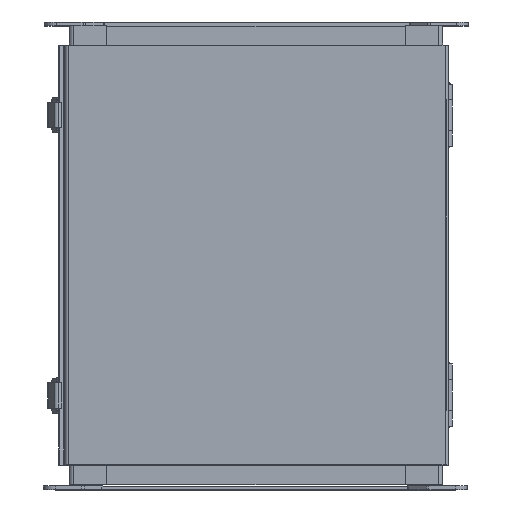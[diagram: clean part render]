
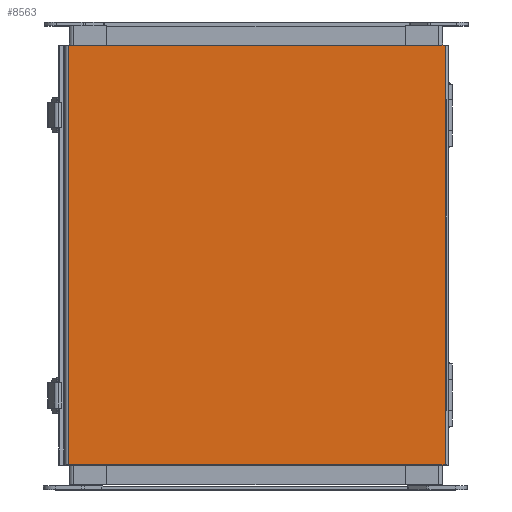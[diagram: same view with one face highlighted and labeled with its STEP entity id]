
A CAD part, top view. The second image highlights one B-rep face of the part: STEP entity #8563.
In plain terms, the highlighted planar face has unit normal (0, 0, 1).
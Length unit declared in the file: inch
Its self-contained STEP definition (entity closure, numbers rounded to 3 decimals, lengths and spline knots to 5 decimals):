
#1138 = EDGE_LOOP ( 'NONE', ( #9106, #5283, #7549, #8072 ) ) ;
#1530 = VERTEX_POINT ( 'NONE', #8406 ) ;
#2170 = EDGE_CURVE ( 'NONE', #1530, #3065, #13461, .T. ) ;
#2452 = PLANE ( 'NONE',  #2806 ) ;
#2806 = AXIS2_PLACEMENT_3D ( 'NONE', #10632, #10696, #3484 ) ;
#3065 = VERTEX_POINT ( 'NONE', #10381 ) ;
#3413 = LINE ( 'NONE', #3550, #9373 ) ;
#3426 = LINE ( 'NONE', #10645, #11689 ) ;
#3484 = DIRECTION ( 'NONE',  ( -1., 0., 0. ) ) ;
#3550 = CARTESIAN_POINT ( 'NONE',  ( -6.0355, 14.125, 6.172 ) ) ;
#3926 = VECTOR ( 'NONE', #11102, 39.37008 ) ;
#4470 = VECTOR ( 'NONE', #7199, 39.37008 ) ;
#4909 = VERTEX_POINT ( 'NONE', #12691 ) ;
#5283 = ORIENTED_EDGE ( 'NONE', *, *, #8466, .F. ) ;
#5537 = DIRECTION ( 'NONE',  ( 0., 1., 0. ) ) ;
#7199 = DIRECTION ( 'NONE',  ( 0., 1., 0. ) ) ;
#7260 = VERTEX_POINT ( 'NONE', #10278 ) ;
#7549 = ORIENTED_EDGE ( 'NONE', *, *, #12161, .F. ) ;
#7965 = CARTESIAN_POINT ( 'NONE',  ( 6.0785, 14.125, 6.172 ) ) ;
#8072 = ORIENTED_EDGE ( 'NONE', *, *, #2170, .T. ) ;
#8406 = CARTESIAN_POINT ( 'NONE',  ( 6.0785, 0.625, 6.172 ) ) ;
#8466 = EDGE_CURVE ( 'NONE', #4909, #7260, #3413, .T. ) ;
#8563 = ADVANCED_FACE ( 'NONE', ( #11935 ), #2452, .T. ) ;
#9106 = ORIENTED_EDGE ( 'NONE', *, *, #9878, .F. ) ;
#9373 = VECTOR ( 'NONE', #5537, 39.37008 ) ;
#9878 = EDGE_CURVE ( 'NONE', #7260, #3065, #12267, .T. ) ;
#10059 = CARTESIAN_POINT ( 'NONE',  ( 6.1145, 14.125, 6.172 ) ) ;
#10278 = CARTESIAN_POINT ( 'NONE',  ( -6.0355, 14.125, 6.172 ) ) ;
#10381 = CARTESIAN_POINT ( 'NONE',  ( 6.0785, 14.125, 6.172 ) ) ;
#10632 = CARTESIAN_POINT ( 'NONE',  ( -6.0715, 14.125, 6.172 ) ) ;
#10645 = CARTESIAN_POINT ( 'NONE',  ( 6.0785, 0.625, 6.172 ) ) ;
#10696 = DIRECTION ( 'NONE',  ( 0., 0., 1. ) ) ;
#11102 = DIRECTION ( 'NONE',  ( 1., 0., 0. ) ) ;
#11689 = VECTOR ( 'NONE', #12567, 39.37008 ) ;
#11935 = FACE_OUTER_BOUND ( 'NONE', #1138, .T. ) ;
#12161 = EDGE_CURVE ( 'NONE', #1530, #4909, #3426, .T. ) ;
#12267 = LINE ( 'NONE', #10059, #3926 ) ;
#12567 = DIRECTION ( 'NONE',  ( -1., 0., 0. ) ) ;
#12691 = CARTESIAN_POINT ( 'NONE',  ( -6.0355, 0.625, 6.172 ) ) ;
#13461 = LINE ( 'NONE', #7965, #4470 ) ;
